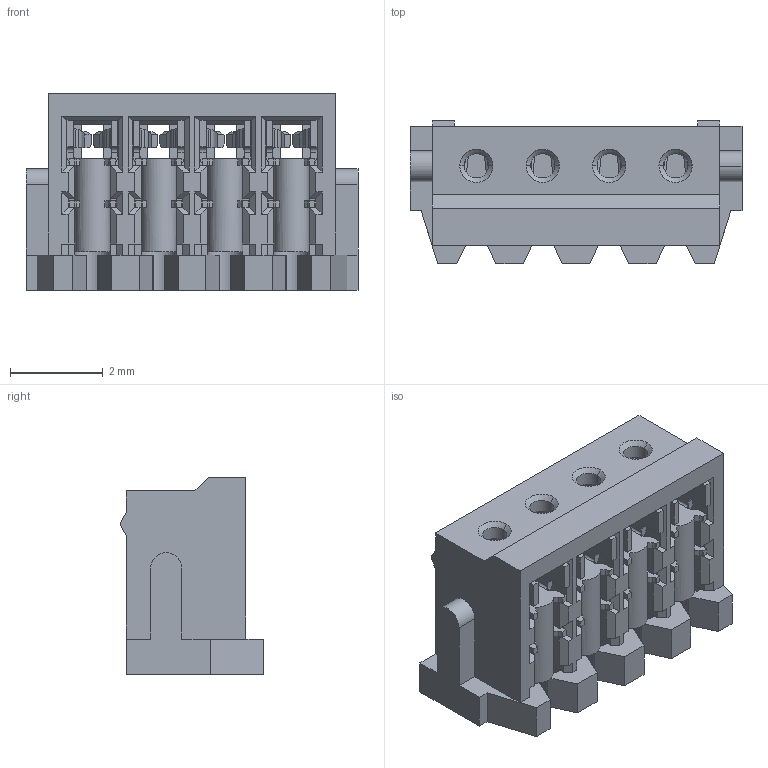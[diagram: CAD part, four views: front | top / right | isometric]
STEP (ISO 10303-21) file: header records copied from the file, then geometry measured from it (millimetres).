
FILE_DESCRIPTION( ('This file contains a STEP AP42 implementation' ,'as created by ZW3D STEP Interface translator.') ,'2;1' );
FILE_NAME( 'WF1501-HIXXX01.stp' ,'23 415.144437', (''), ('ZWCAD Software Co.'), 'Version 1.0', 'ZW3D to STEP translator', '' );
FILE_SCHEMA(('AUTOMOTIVE_DESIGN { 1 0 10303 214 1 1 1 1 }'));
Length unit declared in the file: millimetre
Products named in the file (2): 0; WF1501-HIXXX01
Bounding box: 7.16 x 3.09 x 4.25 mm (x, y, z)
Volume: 52.8 mm3; surface area: 248.8 mm2
Topology: 5 solids, 5 shells, 915 faces, 2623 edges, 1686 vertices
Faces by surface type: plane 614, cylinder 285, cone 8, bspline 8
Full cylindrical faces by diameter (mm): 0.764 x4
Entity records: 31260 total; most frequent: CARTESIAN_POINT 6445, ORIENTED_EDGE 5246, DIRECTION 4765, EDGE_CURVE 2623, VECTOR 1881, LINE 1881, VERTEX_POINT 1686, AXIS2_PLACEMENT_3D 1442
